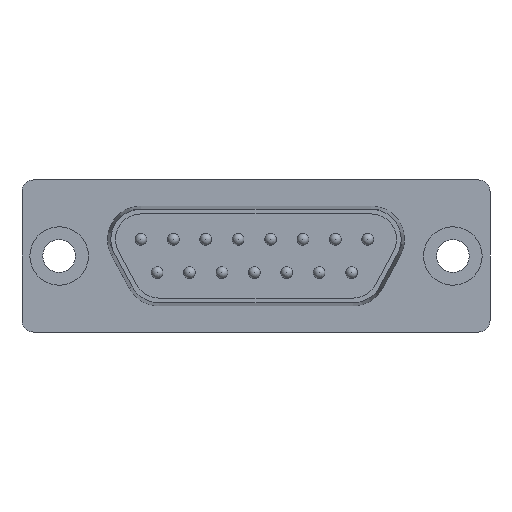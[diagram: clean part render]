
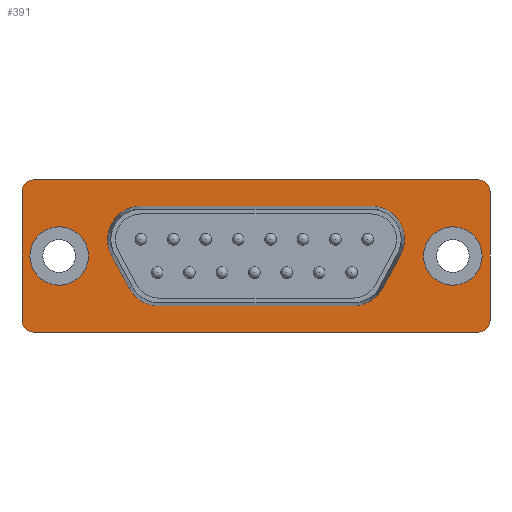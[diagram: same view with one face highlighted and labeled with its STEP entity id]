
A CAD part, front view. The second image highlights one B-rep face of the part: STEP entity #391.
In plain terms, the highlighted planar face has unit normal (0, -1, 0).
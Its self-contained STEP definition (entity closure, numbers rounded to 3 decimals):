
#391=ADVANCED_FACE('',(#1459,#1461,#1463,#1465),#1467,.F.);
#1459=FACE_BOUND('',#1460,.T.);
#1460=EDGE_LOOP('',(#2160,#2161,#2162,#2163,#2164,#2165,#2166,#2167));
#1461=FACE_BOUND('',#1462,.T.);
#1462=EDGE_LOOP('',(#2168));
#1463=FACE_BOUND('',#1464,.T.);
#1464=EDGE_LOOP('',(#2169));
#1465=FACE_BOUND('',#1466,.T.);
#1466=EDGE_LOOP('',(#2170,#2171,#2172,#2173,#2174,#2175,#2176,#2177));
#1467=PLANE('',#1468);
#1468=AXIS2_PLACEMENT_3D('',#1469,#1470,#1471);
#1469=CARTESIAN_POINT('',(-10.16,5.9,5.08));
#1470=DIRECTION('',(0.,1.,0.));
#1471=DIRECTION('',(0.,-0.,1.));
#2160=ORIENTED_EDGE('',*,*,#2564,.F.);
#2161=ORIENTED_EDGE('',*,*,#2565,.T.);
#2162=ORIENTED_EDGE('',*,*,#2566,.T.);
#2163=ORIENTED_EDGE('',*,*,#2567,.T.);
#2164=ORIENTED_EDGE('',*,*,#2568,.T.);
#2165=ORIENTED_EDGE('',*,*,#2569,.T.);
#2166=ORIENTED_EDGE('',*,*,#2570,.F.);
#2167=ORIENTED_EDGE('',*,*,#2571,.T.);
#2168=ORIENTED_EDGE('',*,*,#2526,.F.);
#2169=ORIENTED_EDGE('',*,*,#2530,.T.);
#2170=ORIENTED_EDGE('',*,*,#2572,.F.);
#2171=ORIENTED_EDGE('',*,*,#2573,.F.);
#2172=ORIENTED_EDGE('',*,*,#2574,.F.);
#2173=ORIENTED_EDGE('',*,*,#2575,.F.);
#2174=ORIENTED_EDGE('',*,*,#2576,.F.);
#2175=ORIENTED_EDGE('',*,*,#2577,.F.);
#2176=ORIENTED_EDGE('',*,*,#2578,.F.);
#2177=ORIENTED_EDGE('',*,*,#2579,.F.);
#2526=EDGE_CURVE('',#2836,#2836,#2837,.T.);
#2530=EDGE_CURVE('',#2844,#2844,#2845,.T.);
#2564=EDGE_CURVE('',#2912,#2913,#2914,.T.);
#2565=EDGE_CURVE('',#2912,#2915,#2916,.T.);
#2566=EDGE_CURVE('',#2915,#2917,#2918,.T.);
#2567=EDGE_CURVE('',#2917,#2919,#2920,.T.);
#2568=EDGE_CURVE('',#2919,#2921,#2922,.T.);
#2569=EDGE_CURVE('',#2921,#2923,#2924,.T.);
#2570=EDGE_CURVE('',#2925,#2923,#2926,.T.);
#2571=EDGE_CURVE('',#2925,#2913,#2927,.T.);
#2572=EDGE_CURVE('',#2928,#2929,#2930,.T.);
#2573=EDGE_CURVE('',#2931,#2928,#2932,.T.);
#2574=EDGE_CURVE('',#2933,#2931,#2934,.T.);
#2575=EDGE_CURVE('',#2935,#2933,#2936,.T.);
#2576=EDGE_CURVE('',#2937,#2935,#2938,.T.);
#2577=EDGE_CURVE('',#2939,#2937,#2940,.T.);
#2578=EDGE_CURVE('',#2941,#2939,#2942,.T.);
#2579=EDGE_CURVE('',#2929,#2941,#2943,.T.);
#2836=VERTEX_POINT('',#3328);
#2837=CIRCLE('',#3329,2.5);
#2844=VERTEX_POINT('',#3348);
#2845=CIRCLE('',#3349,2.5);
#2912=VERTEX_POINT('',#3502);
#2913=VERTEX_POINT('',#3503);
#2914=LINE('',#3504,#3505);
#2915=VERTEX_POINT('',#3507);
#2916=CIRCLE('',#3508,1.);
#2917=VERTEX_POINT('',#3512);
#2918=LINE('',#3513,#3514);
#2919=VERTEX_POINT('',#3516);
#2920=CIRCLE('',#3517,1.);
#2921=VERTEX_POINT('',#3521);
#2922=LINE('',#3522,#3523);
#2923=VERTEX_POINT('',#3525);
#2924=CIRCLE('',#3526,1.);
#2925=VERTEX_POINT('',#3530);
#2926=LINE('',#3531,#3532);
#2927=CIRCLE('',#3534,1.);
#2928=VERTEX_POINT('',#3538);
#2929=VERTEX_POINT('',#3539);
#2930=CIRCLE('',#3540,2.849);
#2931=VERTEX_POINT('',#3544);
#2932=LINE('',#3545,#3546);
#2933=VERTEX_POINT('',#3548);
#2934=CIRCLE('',#3549,2.849);
#2935=VERTEX_POINT('',#3553);
#2936=LINE('',#3554,#3555);
#2937=VERTEX_POINT('',#3557);
#2938=CIRCLE('',#3558,2.849);
#2939=VERTEX_POINT('',#3562);
#2940=LINE('',#3563,#3564);
#2941=VERTEX_POINT('',#3566);
#2942=CIRCLE('',#3567,2.849);
#2943=LINE('',#3571,#3572);
#3328=CARTESIAN_POINT('',(26.665,5.9,1.08));
#3329=AXIS2_PLACEMENT_3D('',#3330,#3331,#3332);
#3330=CARTESIAN_POINT('',(26.665,5.9,-1.42));
#3331=DIRECTION('',(-0.,-1.,-0.));
#3332=DIRECTION('',(0.,0.,-1.));
#3348=CARTESIAN_POINT('',(-6.985,5.9,1.08));
#3349=AXIS2_PLACEMENT_3D('',#3350,#3351,#3352);
#3350=CARTESIAN_POINT('',(-6.985,5.9,-1.42));
#3351=DIRECTION('',(0.,1.,0.));
#3352=DIRECTION('',(0.,0.,1.));
#3502=CARTESIAN_POINT('',(-9.16,5.9,5.08));
#3503=CARTESIAN_POINT('',(28.84,5.9,5.08));
#3504=CARTESIAN_POINT('',(-9.16,5.9,5.08));
#3505=VECTOR('',#3506,1.);
#3506=DIRECTION('',(1.,0.,0.));
#3507=CARTESIAN_POINT('',(-10.16,5.9,4.08));
#3508=AXIS2_PLACEMENT_3D('',#3509,#3510,#3511);
#3509=CARTESIAN_POINT('',(-9.16,5.9,4.08));
#3510=DIRECTION('',(0.,-1.,0.));
#3511=DIRECTION('',(0.,0.,1.));
#3512=CARTESIAN_POINT('',(-10.16,5.9,-6.92));
#3513=CARTESIAN_POINT('',(-10.16,5.9,4.08));
#3514=VECTOR('',#3515,1.);
#3515=DIRECTION('',(0.,0.,-1.));
#3516=CARTESIAN_POINT('',(-9.16,5.9,-7.92));
#3517=AXIS2_PLACEMENT_3D('',#3518,#3519,#3520);
#3518=CARTESIAN_POINT('',(-9.16,5.9,-6.92));
#3519=DIRECTION('',(0.,-1.,-0.));
#3520=DIRECTION('',(-1.,0.,0.));
#3521=CARTESIAN_POINT('',(28.84,5.9,-7.92));
#3522=CARTESIAN_POINT('',(-9.16,5.9,-7.92));
#3523=VECTOR('',#3524,1.);
#3524=DIRECTION('',(1.,0.,0.));
#3525=CARTESIAN_POINT('',(29.84,5.9,-6.92));
#3526=AXIS2_PLACEMENT_3D('',#3527,#3528,#3529);
#3527=CARTESIAN_POINT('',(28.84,5.9,-6.92));
#3528=DIRECTION('',(0.,-1.,0.));
#3529=DIRECTION('',(0.,0.,-1.));
#3530=CARTESIAN_POINT('',(29.84,5.9,4.08));
#3531=CARTESIAN_POINT('',(29.84,5.9,4.08));
#3532=VECTOR('',#3533,1.);
#3533=DIRECTION('',(0.,0.,-1.));
#3534=AXIS2_PLACEMENT_3D('',#3535,#3536,#3537);
#3535=CARTESIAN_POINT('',(28.84,5.9,4.08));
#3536=DIRECTION('',(0.,-1.,-0.));
#3537=DIRECTION('',(1.,0.,0.));
#3538=CARTESIAN_POINT('',(18.15,5.9,-5.689));
#3539=CARTESIAN_POINT('',(20.658,5.9,-4.191));
#3540=AXIS2_PLACEMENT_3D('',#3541,#3542,#3543);
#3541=CARTESIAN_POINT('',(18.15,5.9,-2.84));
#3542=DIRECTION('',(0.,-1.,0.));
#3543=DIRECTION('',(0.,0.,-1.));
#3544=CARTESIAN_POINT('',(1.53,5.9,-5.689));
#3545=CARTESIAN_POINT('',(1.53,5.9,-5.689));
#3546=VECTOR('',#3547,1.);
#3547=DIRECTION('',(1.,0.,0.));
#3548=CARTESIAN_POINT('',(-0.978,5.9,-4.191));
#3549=AXIS2_PLACEMENT_3D('',#3550,#3551,#3552);
#3550=CARTESIAN_POINT('',(1.53,5.9,-2.84));
#3551=DIRECTION('',(0.,-1.,-0.));
#3552=DIRECTION('',(-0.88,0.,-0.474));
#3553=CARTESIAN_POINT('',(-2.508,5.9,-1.351));
#3554=CARTESIAN_POINT('',(-2.508,5.9,-1.351));
#3555=VECTOR('',#3556,1.);
#3556=DIRECTION('',(0.474,0.,-0.88));
#3557=CARTESIAN_POINT('',(0.,5.9,2.849));
#3558=AXIS2_PLACEMENT_3D('',#3559,#3560,#3561);
#3559=CARTESIAN_POINT('',(0.,5.9,0.));
#3560=DIRECTION('',(0.,-1.,0.));
#3561=DIRECTION('',(0.,0.,1.));
#3562=CARTESIAN_POINT('',(19.68,5.9,2.849));
#3563=CARTESIAN_POINT('',(19.68,5.9,2.849));
#3564=VECTOR('',#3565,1.);
#3565=DIRECTION('',(-1.,0.,0.));
#3566=CARTESIAN_POINT('',(22.188,5.9,-1.351));
#3567=AXIS2_PLACEMENT_3D('',#3568,#3569,#3570);
#3568=CARTESIAN_POINT('',(19.68,5.9,0.));
#3569=DIRECTION('',(0.,-1.,0.));
#3570=DIRECTION('',(0.88,0.,-0.474));
#3571=CARTESIAN_POINT('',(20.658,5.9,-4.191));
#3572=VECTOR('',#3573,1.);
#3573=DIRECTION('',(0.474,0.,0.88));
